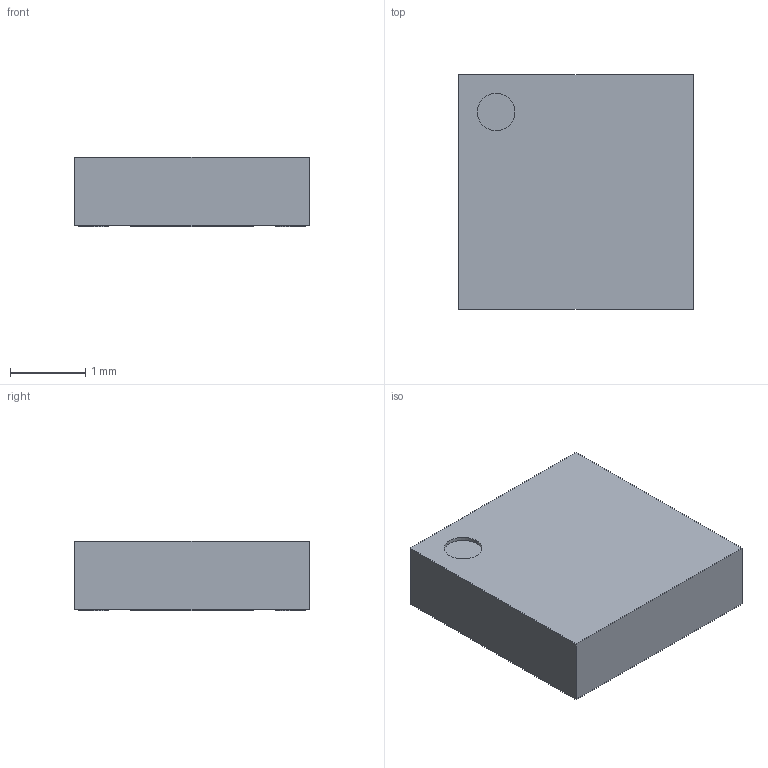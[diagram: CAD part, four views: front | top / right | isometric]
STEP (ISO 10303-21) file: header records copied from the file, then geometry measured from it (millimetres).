
FILE_DESCRIPTION((''),'2;1');
FILE_NAME('PQFN50P300X300X92-13N-S165.stp','2011-01-20T15:36:30',(''),(''),'Mechanical Desktop 2011','Mechanical Desktop 2011',', , ');
FILE_SCHEMA(('AUTOMOTIVE_DESIGN { 1 2 10303 214 1 1 1 1 }'));
Length unit declared in the file: millimetre
Products named in the file (1): Product
Bounding box: 3.13 x 3.13 x 0.92 mm (x, y, z)
Surface area: 42.9 mm2
Topology: 14 solids, 14 shells, 87 faces, 174 edges, 116 vertices
Faces by surface type: bspline 48, plane 31, cylinder 8
Entity records: 2353 total; most frequent: CARTESIAN_POINT 606, ORIENTED_EDGE 348, DIRECTION 282, EDGE_CURVE 174, VECTOR 146, LINE 146, VERTEX_POINT 116, EDGE_LOOP 88
